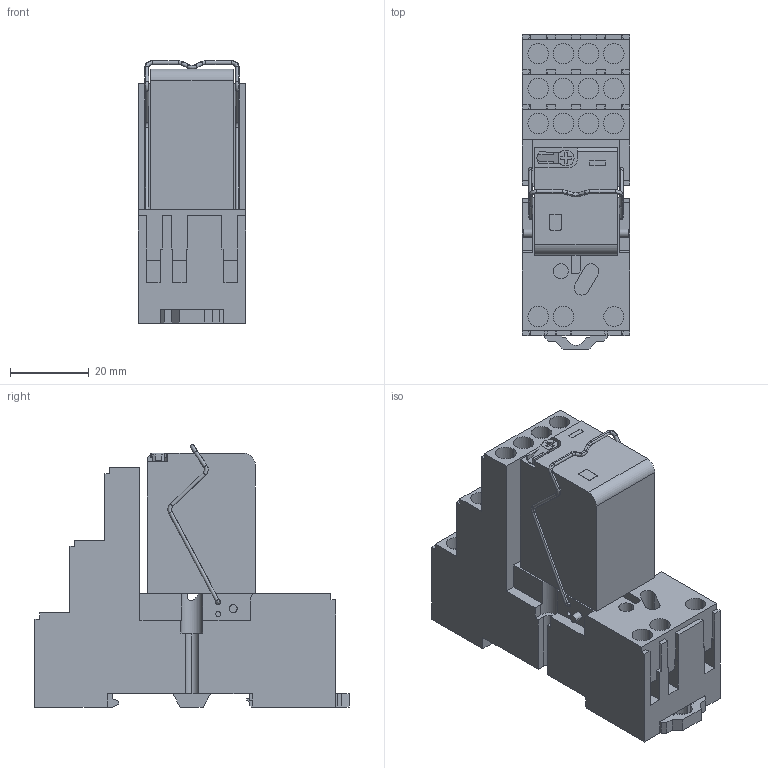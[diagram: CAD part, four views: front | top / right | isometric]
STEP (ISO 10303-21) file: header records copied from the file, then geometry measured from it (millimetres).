
FILE_DESCRIPTION(('CATIA V5R24 STEP','CAx-IF Rec.Pracs.--- Model Styling and Organization---1.2---2011-12-15'),'2;1');
FILE_NAME ('7111890_8', '2018-01-22T13:56:38+00:00', ('Weidmueller Interface'), ('Weidmueller'), 'CATIA Version 5-6 Release 2014 SP4', 'CATIA V5 STEP AP214', 'none');
FILE_SCHEMA(('AUTOMOTIVE_DESIGN { 1 0 10303 214 1 1 1 1 }'));
Length unit declared in the file: millimetre
Products named in the file (1): 1542530000
Bounding box: 27.2 x 79.85 x 66.76 mm (x, y, z)
Volume: 80265.3 mm3; surface area: 24282.6 mm2
Topology: 19 solids, 19 shells, 596 faces, 1564 edges, 1050 vertices
Faces by surface type: plane 463, cylinder 103, torus 22, extrusion 8
Entity records: 17472 total; most frequent: CARTESIAN_POINT 3434, ORIENTED_EDGE 3128, DIRECTION 2061, EDGE_CURVE 1564, VECTOR 1260, LINE 1252, VERTEX_POINT 1050, EDGE_LOOP 642
